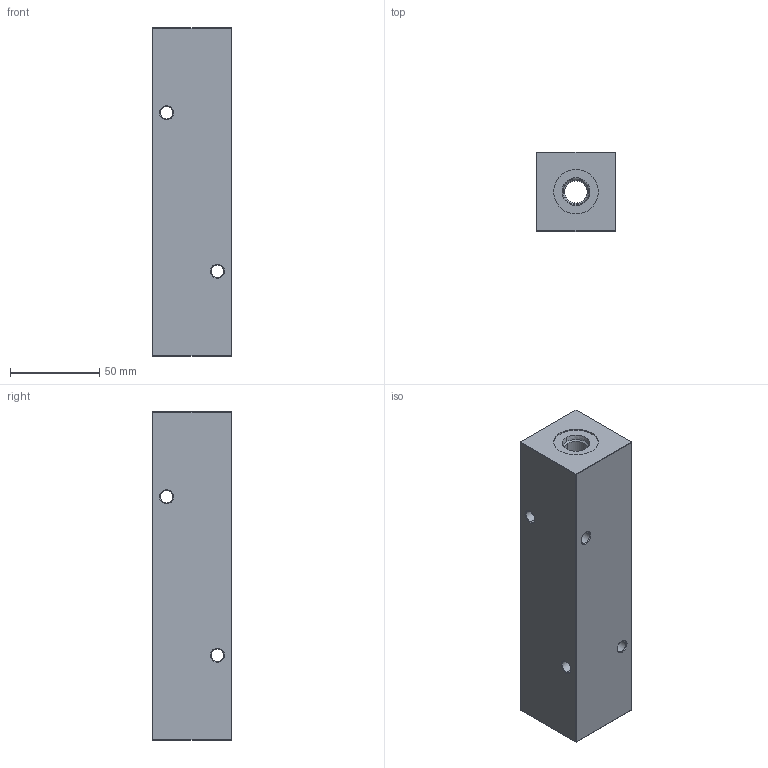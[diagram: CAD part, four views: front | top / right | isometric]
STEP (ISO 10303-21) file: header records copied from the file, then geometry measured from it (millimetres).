
FILE_DESCRIPTION (( 'STEP AP203' ), '1' );
FILE_NAME ('HM-4-0-S-6-4.STEP', '2020-09-28T21:54:51', ( '' ), ( '' ), 'SwSTEP 2.0', 'SolidWorks 2019', '' );
FILE_SCHEMA (( 'CONFIG_CONTROL_DESIGN' ));
Length unit declared in the file: inch
Products named in the file (1): HM-4-0-S-6-4
Bounding box: 44.45 x 44.45 x 184.15 mm (x, y, z)
Volume: 326642.9 mm3; surface area: 48588.2 mm2
Topology: 1 solids, 1 shells, 525 faces, 1349 edges, 868 vertices
Faces by surface type: plane 246, bspline 177, cone 52, cylinder 50
Entity records: 24406 total; most frequent: CARTESIAN_POINT 12752, ORIENTED_EDGE 2698, DIRECTION 1783, EDGE_CURVE 1349, VERTEX_POINT 868, VECTOR 841, LINE 841, EDGE_LOOP 589
